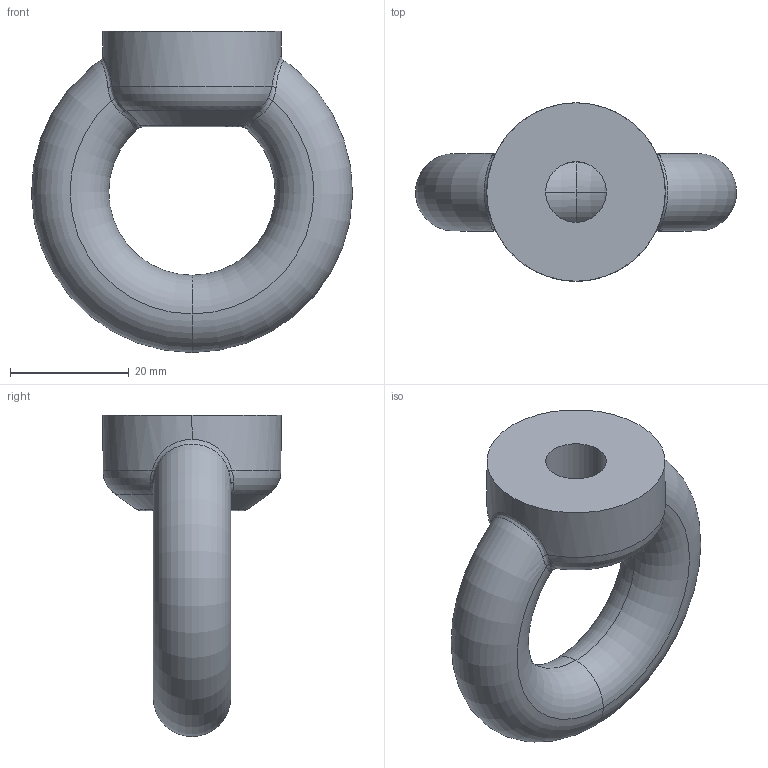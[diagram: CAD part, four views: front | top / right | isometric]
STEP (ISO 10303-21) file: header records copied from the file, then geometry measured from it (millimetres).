
FILE_DESCRIPTION (( 'STEP AP203' ), '1' );
FILE_NAME ('T42300.STEP', '2018-07-24T08:06:21', ( '' ), ( '' ), 'SwSTEP 2.0', 'SolidWorks 2016', '' );
FILE_SCHEMA (( 'CONFIG_CONTROL_DESIGN' ));
Length unit declared in the file: millimetre
Products named in the file (1): T42300
Bounding box: 53.99 x 30 x 54 mm (x, y, z)
Volume: 22195.6 mm3; surface area: 6805.7 mm2
Topology: 1 solids, 1 shells, 38 faces, 91 edges, 53 vertices
Faces by surface type: bspline 20, torus 10, cylinder 4, plane 2, cone 2
Entity records: 1863 total; most frequent: CARTESIAN_POINT 1035, ORIENTED_EDGE 182, DIRECTION 128, EDGE_CURVE 91, AXIS2_PLACEMENT_3D 62, VERTEX_POINT 53, B_SPLINE_CURVE_WITH_KNOTS 44, CIRCLE 43
